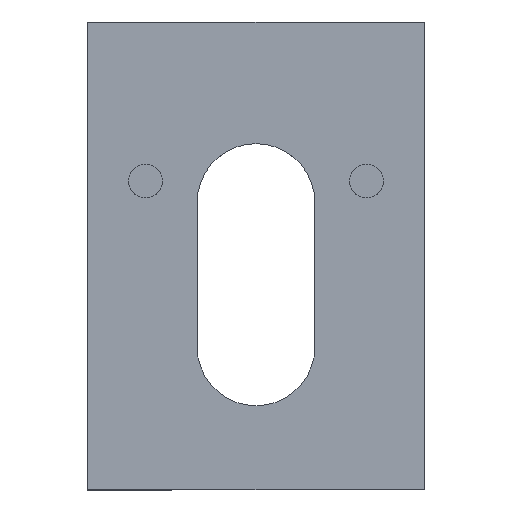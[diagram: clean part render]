
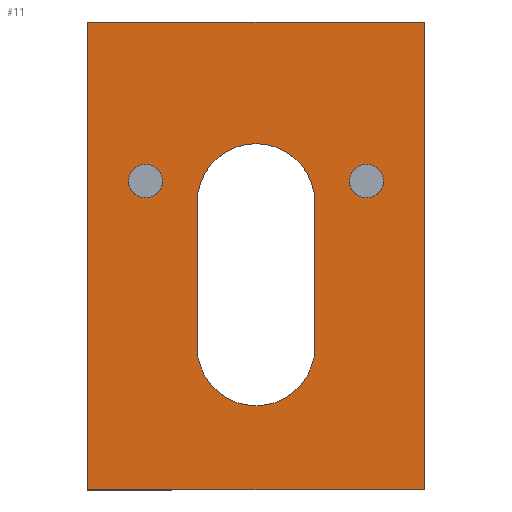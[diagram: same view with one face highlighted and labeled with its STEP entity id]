
A CAD part, top view. The second image highlights one B-rep face of the part: STEP entity #11.
In plain terms, the highlighted planar face has unit normal (0, 0, 1).
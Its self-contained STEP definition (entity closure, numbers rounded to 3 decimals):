
#3 = EDGE_LOOP ( 'NONE', ( #60, #63, #40, #9 ) ) ;
#4 = EDGE_CURVE ( 'NONE', #90, #12, #304, .T. ) ;
#5 = VERTEX_POINT ( 'NONE', #306 ) ;
#6 = ORIENTED_EDGE ( 'NONE', *, *, #7, .F. ) ;
#7 = EDGE_CURVE ( 'NONE', #14, #91, #305, .T. ) ;
#8 = ORIENTED_EDGE ( 'NONE', *, *, #10, .F. ) ;
#9 = ORIENTED_EDGE ( 'NONE', *, *, #67, .T. ) ;
#10 = EDGE_CURVE ( 'NONE', #91, #14, #234, .T. ) ;
#11 = ADVANCED_FACE ( 'NONE', ( #229, #307, #300, #235 ), #310, .T. ) ;
#12 = VERTEX_POINT ( 'NONE', #227 ) ;
#14 = VERTEX_POINT ( 'NONE', #219 ) ;
#15 = EDGE_CURVE ( 'NONE', #175, #20, #226, .T. ) ;
#20 = VERTEX_POINT ( 'NONE', #215 ) ;
#22 = VERTEX_POINT ( 'NONE', #337 ) ;
#34 = EDGE_CURVE ( 'NONE', #52, #55, #333, .T. ) ;
#39 = EDGE_LOOP ( 'NONE', ( #8, #6 ) ) ;
#40 = ORIENTED_EDGE ( 'NONE', *, *, #64, .T. ) ;
#41 = ORIENTED_EDGE ( 'NONE', *, *, #87, .F. ) ;
#42 = EDGE_CURVE ( 'NONE', #22, #65, #199, .T. ) ;
#43 = EDGE_CURVE ( 'NONE', #55, #52, #332, .T. ) ;
#44 = ORIENTED_EDGE ( 'NONE', *, *, #34, .F. ) ;
#45 = EDGE_LOOP ( 'NONE', ( #47, #44 ) ) ;
#47 = ORIENTED_EDGE ( 'NONE', *, *, #43, .F. ) ;
#52 = VERTEX_POINT ( 'NONE', #184 ) ;
#55 = VERTEX_POINT ( 'NONE', #178 ) ;
#60 = ORIENTED_EDGE ( 'NONE', *, *, #4, .T. ) ;
#61 = VERTEX_POINT ( 'NONE', #177 ) ;
#62 = EDGE_CURVE ( 'NONE', #12, #5, #376, .T. ) ;
#63 = ORIENTED_EDGE ( 'NONE', *, *, #62, .T. ) ;
#64 = EDGE_CURVE ( 'NONE', #5, #61, #364, .T. ) ;
#65 = VERTEX_POINT ( 'NONE', #365 ) ;
#66 = ORIENTED_EDGE ( 'NONE', *, *, #42, .F. ) ;
#67 = EDGE_CURVE ( 'NONE', #61, #90, #360, .T. ) ;
#68 = EDGE_CURVE ( 'NONE', #20, #22, #370, .T. ) ;
#83 = ORIENTED_EDGE ( 'NONE', *, *, #68, .F. ) ;
#86 = ORIENTED_EDGE ( 'NONE', *, *, #15, .F. ) ;
#87 = EDGE_CURVE ( 'NONE', #65, #175, #293, .T. ) ;
#90 = VERTEX_POINT ( 'NONE', #281 ) ;
#91 = VERTEX_POINT ( 'NONE', #280 ) ;
#174 = EDGE_LOOP ( 'NONE', ( #83, #86, #41, #66 ) ) ;
#175 = VERTEX_POINT ( 'NONE', #506 ) ;
#177 = CARTESIAN_POINT ( 'NONE',  ( 9., 12.5, 2. ) ) ;
#178 = CARTESIAN_POINT ( 'NONE',  ( 5., 4., 2. ) ) ;
#184 = CARTESIAN_POINT ( 'NONE',  ( 6.8, 4., 2. ) ) ;
#189 = DIRECTION ( 'NONE',  ( 1., 0., 0. ) ) ;
#190 = DIRECTION ( 'NONE',  ( 0., 0., 1. ) ) ;
#194 = AXIS2_PLACEMENT_3D ( 'NONE', #313, #190, #189 ) ;
#195 = DIRECTION ( 'NONE',  ( 1., 0., 0. ) ) ;
#196 = DIRECTION ( 'NONE',  ( 0., 0., 1. ) ) ;
#197 = CARTESIAN_POINT ( 'NONE',  ( 0., 2.85, 2. ) ) ;
#199 = CIRCLE ( 'NONE', #319, 3.15 ) ;
#211 = DIRECTION ( 'NONE',  ( 1., 0., 0. ) ) ;
#212 = DIRECTION ( 'NONE',  ( 0., 0., 1. ) ) ;
#213 = CARTESIAN_POINT ( 'NONE',  ( 0., -4.85, 2. ) ) ;
#214 = AXIS2_PLACEMENT_3D ( 'NONE', #213, #212, #211 ) ;
#215 = CARTESIAN_POINT ( 'NONE',  ( 3.15, -4.85, 2. ) ) ;
#219 = CARTESIAN_POINT ( 'NONE',  ( -5., 4., 2. ) ) ;
#222 = DIRECTION ( 'NONE',  ( 1., 0., 0. ) ) ;
#226 = CIRCLE ( 'NONE', #214, 3.15 ) ;
#227 = CARTESIAN_POINT ( 'NONE',  ( -9., -12.5, 2. ) ) ;
#229 = FACE_BOUND ( 'NONE', #39, .T. ) ;
#230 = DIRECTION ( 'NONE',  ( 1., 0., 0. ) ) ;
#231 = DIRECTION ( 'NONE',  ( 0., 0., 1. ) ) ;
#232 = CARTESIAN_POINT ( 'NONE',  ( -5.9, 4., 2. ) ) ;
#233 = AXIS2_PLACEMENT_3D ( 'NONE', #232, #231, #230 ) ;
#234 = CIRCLE ( 'NONE', #233, 0.9 ) ;
#235 = FACE_BOUND ( 'NONE', #45, .T. ) ;
#236 = DIRECTION ( 'NONE',  ( 1., 0., 0. ) ) ;
#237 = DIRECTION ( 'NONE',  ( 0., 0., 1. ) ) ;
#238 = CARTESIAN_POINT ( 'NONE',  ( -5.9, 4., 2. ) ) ;
#280 = CARTESIAN_POINT ( 'NONE',  ( -6.8, 4., 2. ) ) ;
#281 = CARTESIAN_POINT ( 'NONE',  ( -9., 12.5, 2. ) ) ;
#282 = VECTOR ( 'NONE', #290, 1000. ) ;
#290 = DIRECTION ( 'NONE',  ( 0., -1., 0. ) ) ;
#291 = CARTESIAN_POINT ( 'NONE',  ( -3.15, -4.85, 2. ) ) ;
#293 = LINE ( 'NONE', #291, #282 ) ;
#300 = FACE_BOUND ( 'NONE', #174, .T. ) ;
#301 = AXIS2_PLACEMENT_3D ( 'NONE', #312, #311, #222 ) ;
#302 = DIRECTION ( 'NONE',  ( 0., -1., 0. ) ) ;
#303 = VECTOR ( 'NONE', #302, 1000. ) ;
#304 = LINE ( 'NONE', #308, #303 ) ;
#305 = CIRCLE ( 'NONE', #309, 0.9 ) ;
#306 = CARTESIAN_POINT ( 'NONE',  ( 9., -12.5, 2. ) ) ;
#307 = FACE_OUTER_BOUND ( 'NONE', #3, .T. ) ;
#308 = CARTESIAN_POINT ( 'NONE',  ( -9., -12.5, 2. ) ) ;
#309 = AXIS2_PLACEMENT_3D ( 'NONE', #238, #237, #236 ) ;
#310 = PLANE ( 'NONE',  #301 ) ;
#311 = DIRECTION ( 'NONE',  ( 0., 0., 1. ) ) ;
#312 = CARTESIAN_POINT ( 'NONE',  ( -9., 12.5, 2. ) ) ;
#313 = CARTESIAN_POINT ( 'NONE',  ( 5.9, 4., 2. ) ) ;
#314 = DIRECTION ( 'NONE',  ( 1., 0., 0. ) ) ;
#315 = DIRECTION ( 'NONE',  ( 0., 0., 1. ) ) ;
#316 = CARTESIAN_POINT ( 'NONE',  ( 5.9, 4., 2. ) ) ;
#319 = AXIS2_PLACEMENT_3D ( 'NONE', #197, #196, #195 ) ;
#324 = AXIS2_PLACEMENT_3D ( 'NONE', #316, #315, #314 ) ;
#332 = CIRCLE ( 'NONE', #194, 0.9 ) ;
#333 = CIRCLE ( 'NONE', #324, 0.9 ) ;
#337 = CARTESIAN_POINT ( 'NONE',  ( 3.15, 2.85, 2. ) ) ;
#353 = DIRECTION ( 'NONE',  ( 0., 1., 0. ) ) ;
#354 = VECTOR ( 'NONE', #353, 1000. ) ;
#356 = DIRECTION ( 'NONE',  ( -1., 0., 0. ) ) ;
#357 = VECTOR ( 'NONE', #356, 1000. ) ;
#358 = CARTESIAN_POINT ( 'NONE',  ( 9., 12.5, 2. ) ) ;
#360 = LINE ( 'NONE', #358, #357 ) ;
#361 = DIRECTION ( 'NONE',  ( 0., 1., 0. ) ) ;
#362 = VECTOR ( 'NONE', #361, 1000. ) ;
#363 = CARTESIAN_POINT ( 'NONE',  ( 9., -12.5, 2. ) ) ;
#364 = LINE ( 'NONE', #363, #362 ) ;
#365 = CARTESIAN_POINT ( 'NONE',  ( -3.15, 2.85, 2. ) ) ;
#367 = DIRECTION ( 'NONE',  ( 1., 0., 0. ) ) ;
#369 = CARTESIAN_POINT ( 'NONE',  ( 3.15, -4.85, 2. ) ) ;
#370 = LINE ( 'NONE', #369, #354 ) ;
#374 = VECTOR ( 'NONE', #367, 1000. ) ;
#375 = CARTESIAN_POINT ( 'NONE',  ( 9., -12.5, 2. ) ) ;
#376 = LINE ( 'NONE', #375, #374 ) ;
#506 = CARTESIAN_POINT ( 'NONE',  ( -3.15, -4.85, 2. ) ) ;
